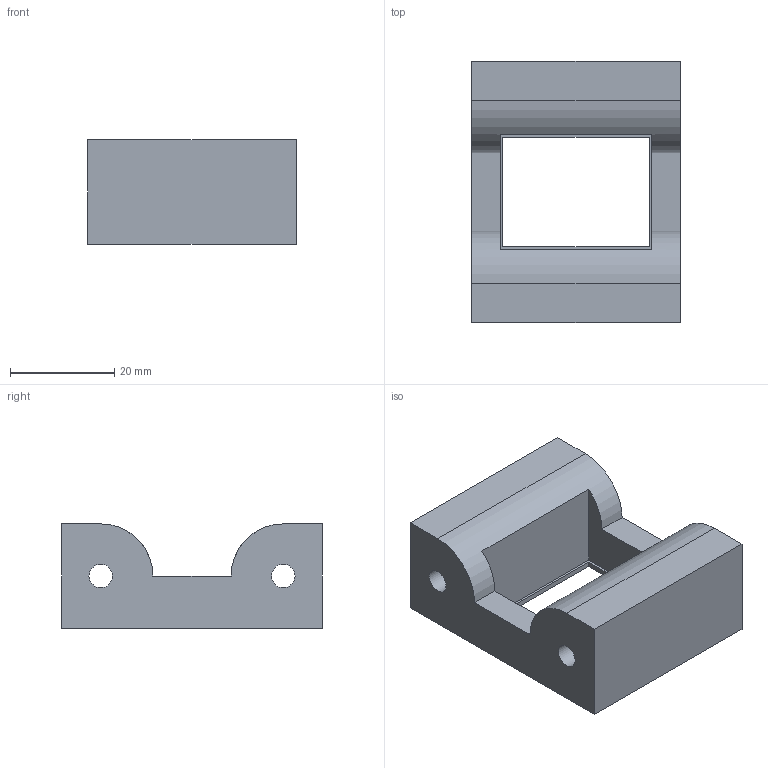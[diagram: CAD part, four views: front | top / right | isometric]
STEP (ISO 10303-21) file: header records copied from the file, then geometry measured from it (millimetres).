
FILE_DESCRIPTION(('FreeCAD Model'),'2;1');
FILE_NAME('power-plug-mount.step', '2014-12-08T20:35:13',('FreeCAD'),('FreeCAD'), 'Open CASCADE STEP processor 6.6','FreeCAD','Unknown');
FILE_SCHEMA(('AUTOMOTIVE_DESIGN_CC2 { 1 2 10303 214 -1 1 5 4 }'));
Length unit declared in the file: millimetre
Products named in the file (1): Open CASCADE STEP translator 6.6 49
Bounding box: 40 x 50 x 20 mm (x, y, z)
Volume: 22983.6 mm3; surface area: 8967.9 mm2
Topology: 1 solids, 1 shells, 26 faces, 70 edges, 48 vertices
Faces by surface type: plane 20, cylinder 6
Full cylindrical faces by diameter (mm): 4.5 x2, 10 x2
Entity records: 1794 total; most frequent: CARTESIAN_POINT 357, DIRECTION 272, LINE 170, VECTOR 170, ORIENTED_EDGE 140, PCURVE 140, DEFINITIONAL_REPRESENTATION 140, EDGE_CURVE 70
